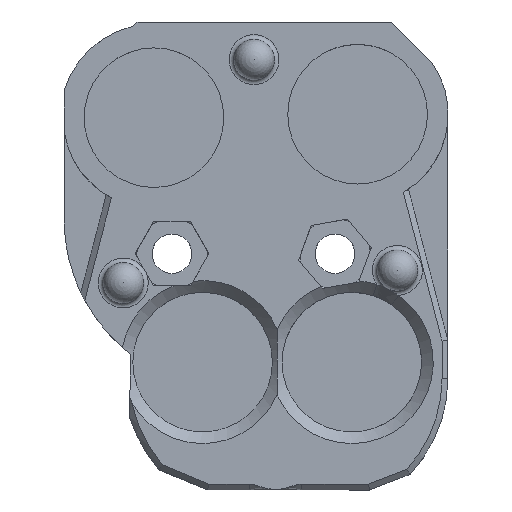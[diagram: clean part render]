
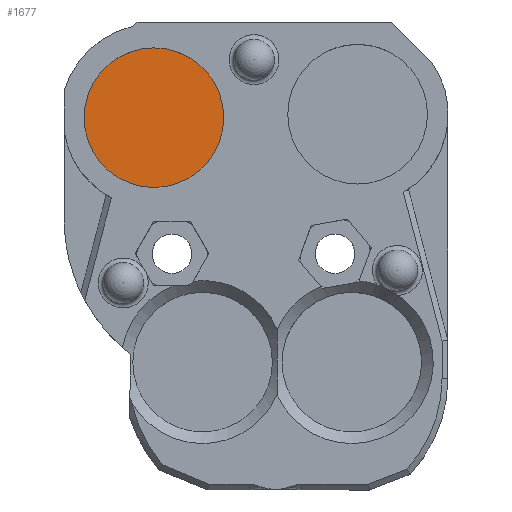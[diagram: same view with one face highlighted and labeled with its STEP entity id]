
A CAD part, top view. The second image highlights one B-rep face of the part: STEP entity #1677.
In plain terms, the highlighted face is planar.
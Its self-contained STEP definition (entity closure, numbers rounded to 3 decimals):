
#210=FACE_OUTER_BOUND('',#311,.T.);
#311=EDGE_LOOP('',(#1543));
#393=CIRCLE('',#1869,6.);
#795=VERTEX_POINT('',#3238);
#1045=EDGE_CURVE('',#795,#795,#393,.T.);
#1543=ORIENTED_EDGE('',*,*,#1045,.F.);
#1583=PLANE('',#1871);
#1677=ADVANCED_FACE('',(#210),#1583,.F.);
#1869=AXIS2_PLACEMENT_3D('',#3240,#2337,#2338);
#1871=AXIS2_PLACEMENT_3D('',#3242,#2341,#2342);
#2337=DIRECTION('center_axis',(0.,-1.,0.));
#2338=DIRECTION('ref_axis',(1.,0.,0.));
#2341=DIRECTION('center_axis',(0.,-1.,0.));
#2342=DIRECTION('ref_axis',(1.,0.,0.));
#3238=CARTESIAN_POINT('',(18.421,-33.745,9.47));
#3240=CARTESIAN_POINT('Origin',(24.421,-33.745,9.47));
#3242=CARTESIAN_POINT('Origin',(33.19,-33.745,19.77));
